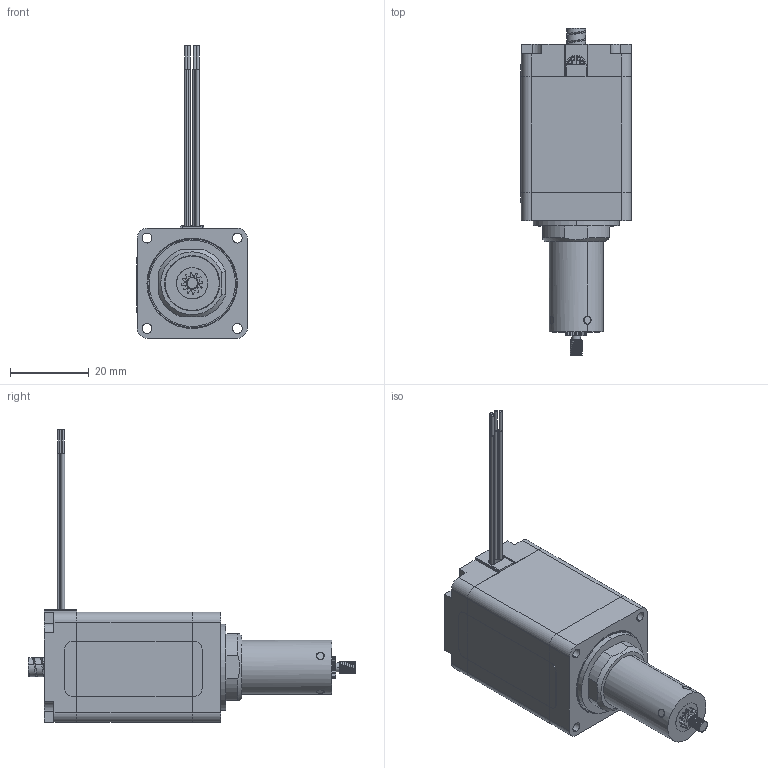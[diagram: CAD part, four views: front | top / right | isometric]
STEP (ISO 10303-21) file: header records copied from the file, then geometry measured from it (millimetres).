
FILE_DESCRIPTION (( 'STEP AP214' ), '1' );
FILE_NAME ('11K22-25.STEP', '2023-03-07T06:48:32', ( '' ), ( '' ), 'SwSTEP 2.0', 'SolidWorks 2022', '' );
FILE_SCHEMA (( 'AUTOMOTIVE_DESIGN' ));
Length unit declared in the file: millimetre
Products named in the file (29): 06-007预紧.STP; 12-054-3(引出线后骨架L20.5）.STP; 03-225-5(5.6转子磨削8）.STP; 02-146-2（11H2045级进模定子磨削）.STP; 开口挡圈（内径3）.STP; 06-296.STP; 20，28花键轴 - 副本.STP; 09-007-3（绿）.STP; 01-162-3.STP; 10-007隔磁片.STP; 09-007-2（红白）.STP; 04-601-3.STP; 10-002(调整垫).STP; 28双厚标签.STP; 04-006-1.STP; 转子总成.STP; 04-059-注塑螺母.STP; 15-001-027(11H2034).STP; 01-161-3.STP; 12-015-1(11H2034前骨架改).STP; 02-150-1.STP; 丝杆.STP; 12-053(PCB板).STP; 09-007-4（绿白）.STP; 11K22-25.STP; 11K22-25; 07-036-3.STP; 09-007-1（红）.STP; 07-009(687ZZ).STP
Assembly tree (34 placements, depth 4):
  11K22-25
    11K22-25.STP
      02-150-1.STP
        02-146-2（11H2045级进模定子磨削）.STP
        12-015-1(11H2034前骨架改).STP
        12-053(PCB板).STP
        15-001-027(11H2034).STP
        12-054-3(引出线后骨架L20.5）.STP
        09-007-1（红）.STP
        09-007-2（红白）.STP
        09-007-3（绿）.STP
        09-007-4（绿白）.STP
      转子总成.STP
        07-036-3.STP  x2
        03-225-5(5.6转子磨削8）.STP  x4
        10-007隔磁片.STP
        04-059-注塑螺母.STP
        04-006-1.STP
      01-161-3.STP
      01-162-3.STP
      06-296.STP
      07-009(687ZZ).STP  x2
      06-007预紧.STP  x2
      开口挡圈（内径3）.STP
      丝杆.STP
      04-601-3.STP
      20，28花键轴 - 副本.STP
      10-002(调整垫).STP
      28双厚标签.STP
Bounding box: 28.1 x 83.3 x 74.5 mm (x, y, z)
Volume: 30372.6 mm3; surface area: 46606.5 mm2
Topology: 62 solids, 62 shells, 3324 faces, 9379 edges, 6222 vertices
Faces by surface type: cylinder 1745, plane 1518, bspline 40, cone 21
Entity records: 98444 total; most frequent: CARTESIAN_POINT 29062, DIRECTION 14508, ORIENTED_EDGE 14370, EDGE_CURVE 7185, AXIS2_PLACEMENT_3D 5110, VERTEX_POINT 4762, LINE 4288, VECTOR 4288
